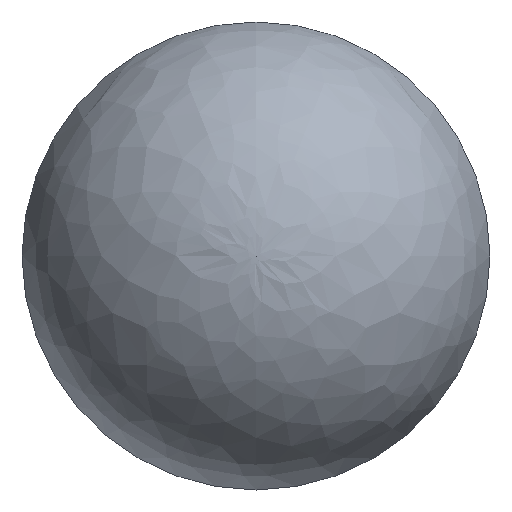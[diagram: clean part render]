
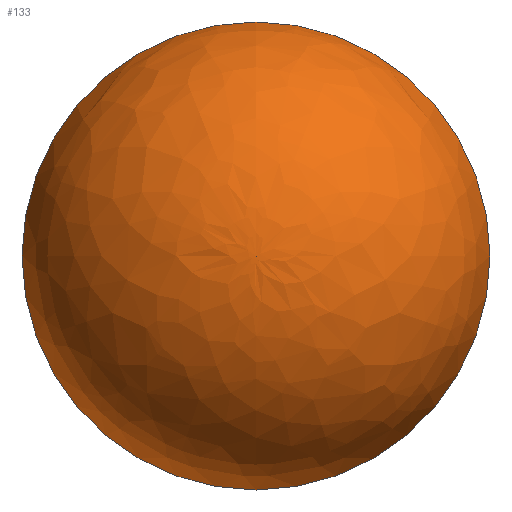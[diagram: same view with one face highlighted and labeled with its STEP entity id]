
A CAD part, left-side view. The second image highlights one B-rep face of the part: STEP entity #133.
In plain terms, the highlighted free-form (B-spline) face has degree [2, 2] with [3, 9] control points.
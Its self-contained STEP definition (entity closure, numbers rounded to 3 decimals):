
#15=(
BOUNDED_CURVE()
B_SPLINE_CURVE(2,(#284,#285,#286),.UNSPECIFIED.,.F.,.F.)
B_SPLINE_CURVE_WITH_KNOTS((3,3),(0.147,1.57),
 .UNSPECIFIED.)
CURVE()
GEOMETRIC_REPRESENTATION_ITEM()
RATIONAL_B_SPLINE_CURVE((1.,0.757,1.))
REPRESENTATION_ITEM('')
);
#17=(
BOUNDED_SURFACE()
B_SPLINE_SURFACE(2,2,((#252,#253,#254,#255,#256,#257,#258,#259,#260),(#261,
#262,#263,#264,#265,#266,#267,#268,#269),(#270,#271,#272,#273,#274,#275,
#276,#277,#278)),.UNSPECIFIED.,.F.,.T.,.F.)
B_SPLINE_SURFACE_WITH_KNOTS((3,3),(3,2,2,2,3),(-1.57,-0.147),
(-3.142,-1.571,0.,1.571,3.142),
 .UNSPECIFIED.)
GEOMETRIC_REPRESENTATION_ITEM()
RATIONAL_B_SPLINE_SURFACE(((1.,0.707,1.,0.707,1.,
0.707,1.,0.707,1.),(0.757,0.536,
0.757,0.536,0.757,0.536,0.757,
0.536,0.757),(1.,0.707,1.,0.707,
1.,0.707,1.,0.707,1.)))
REPRESENTATION_ITEM('')
SURFACE()
);
#36=FACE_OUTER_BOUND('',#49,.T.);
#49=EDGE_LOOP('',(#107,#108,#109,#110));
#62=CIRCLE('',#157,11.);
#63=CIRCLE('',#158,11.);
#73=VERTEX_POINT('',#279);
#74=VERTEX_POINT('',#280);
#75=VERTEX_POINT('',#283);
#86=EDGE_CURVE('',#73,#74,#62,.T.);
#87=EDGE_CURVE('',#74,#73,#63,.T.);
#88=EDGE_CURVE('',#74,#75,#15,.T.);
#107=ORIENTED_EDGE('',*,*,#86,.F.);
#108=ORIENTED_EDGE('',*,*,#87,.F.);
#109=ORIENTED_EDGE('',*,*,#88,.T.);
#110=ORIENTED_EDGE('',*,*,#88,.F.);
#133=ADVANCED_FACE('',(#36),#17,.F.);
#157=AXIS2_PLACEMENT_3D('',#281,#190,#191);
#158=AXIS2_PLACEMENT_3D('',#282,#192,#193);
#190=DIRECTION('center_axis',(1.,0.,0.));
#191=DIRECTION('ref_axis',(0.,0.,-1.));
#192=DIRECTION('center_axis',(1.,0.,0.));
#193=DIRECTION('ref_axis',(0.,0.,-1.));
#252=CARTESIAN_POINT('Ctrl Pts',(-23.5,0.,0.));
#253=CARTESIAN_POINT('Ctrl Pts',(-23.5,0.,0.));
#254=CARTESIAN_POINT('Ctrl Pts',(-23.5,0.,0.));
#255=CARTESIAN_POINT('Ctrl Pts',(-23.5,0.,0.));
#256=CARTESIAN_POINT('Ctrl Pts',(-23.5,0.,0.));
#257=CARTESIAN_POINT('Ctrl Pts',(-23.5,0.,0.));
#258=CARTESIAN_POINT('Ctrl Pts',(-23.5,0.,0.));
#259=CARTESIAN_POINT('Ctrl Pts',(-23.5,0.,0.));
#260=CARTESIAN_POINT('Ctrl Pts',(-23.5,0.,0.));
#261=CARTESIAN_POINT('Ctrl Pts',(-23.49,0.,
9.594));
#262=CARTESIAN_POINT('Ctrl Pts',(-23.49,-9.594,9.594));
#263=CARTESIAN_POINT('Ctrl Pts',(-23.49,-9.594,0.));
#264=CARTESIAN_POINT('Ctrl Pts',(-23.49,-9.594,-9.594));
#265=CARTESIAN_POINT('Ctrl Pts',(-23.49,0.,
-9.594));
#266=CARTESIAN_POINT('Ctrl Pts',(-23.49,9.594,-9.594));
#267=CARTESIAN_POINT('Ctrl Pts',(-23.49,9.594,0.));
#268=CARTESIAN_POINT('Ctrl Pts',(-23.49,9.594,9.594));
#269=CARTESIAN_POINT('Ctrl Pts',(-23.49,0.,
9.594));
#270=CARTESIAN_POINT('Ctrl Pts',(-14.,0.,11.));
#271=CARTESIAN_POINT('Ctrl Pts',(-14.,-11.,11.));
#272=CARTESIAN_POINT('Ctrl Pts',(-14.,-11.,0.));
#273=CARTESIAN_POINT('Ctrl Pts',(-14.,-11.,-11.));
#274=CARTESIAN_POINT('Ctrl Pts',(-14.,0.,-11.));
#275=CARTESIAN_POINT('Ctrl Pts',(-14.,11.,-11.));
#276=CARTESIAN_POINT('Ctrl Pts',(-14.,11.,0.));
#277=CARTESIAN_POINT('Ctrl Pts',(-14.,11.,11.));
#278=CARTESIAN_POINT('Ctrl Pts',(-14.,0.,11.));
#279=CARTESIAN_POINT('',(-14.,11.,0.));
#280=CARTESIAN_POINT('',(-14.,0.,11.));
#281=CARTESIAN_POINT('Origin',(-14.,0.,0.));
#282=CARTESIAN_POINT('Origin',(-14.,0.,0.));
#283=CARTESIAN_POINT('',(-23.5,0.,0.));
#284=CARTESIAN_POINT('Ctrl Pts',(-14.,0.,11.));
#285=CARTESIAN_POINT('Ctrl Pts',(-23.49,0.,
9.594));
#286=CARTESIAN_POINT('Ctrl Pts',(-23.5,0.,0.));
